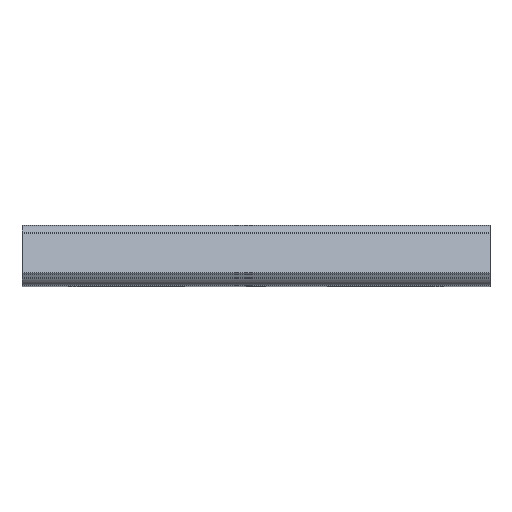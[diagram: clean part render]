
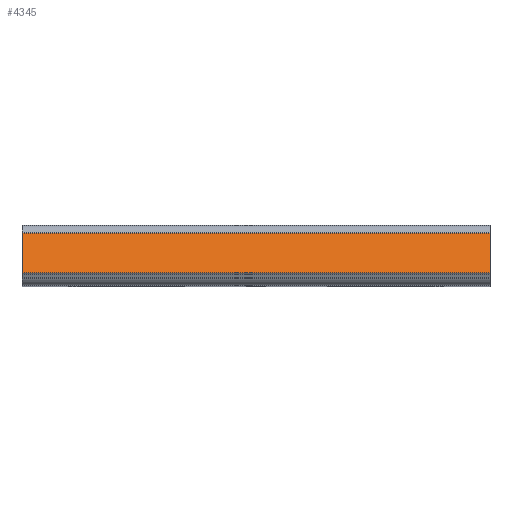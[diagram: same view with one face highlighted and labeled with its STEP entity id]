
A CAD part, top view. The second image highlights one B-rep face of the part: STEP entity #4345.
In plain terms, the highlighted planar face has unit normal (0, 0.337, 0.941).
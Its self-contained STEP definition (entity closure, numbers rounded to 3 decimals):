
#101 = LINE ( 'NONE', #1130, #1029 ) ;
#156 = DIRECTION ( 'NONE',  ( 0., -0.941, 0.337 ) ) ;
#221 = VECTOR ( 'NONE', #156, 1000. ) ;
#233 = FACE_OUTER_BOUND ( 'NONE', #862, .T. ) ;
#239 = CARTESIAN_POINT ( 'NONE',  ( 62.5, 15., 139.45 ) ) ;
#308 = PLANE ( 'NONE',  #2646 ) ;
#601 = CARTESIAN_POINT ( 'NONE',  ( 62.5, 13.012, 140.162 ) ) ;
#835 = CARTESIAN_POINT ( 'NONE',  ( -62.5, 13.012, 140.162 ) ) ;
#855 = VERTEX_POINT ( 'NONE', #1407 ) ;
#857 = DIRECTION ( 'NONE',  ( -1., 0., 0. ) ) ;
#862 = EDGE_LOOP ( 'NONE', ( #2321, #3279, #3123, #1598 ) ) ;
#1029 = VECTOR ( 'NONE', #4253, 1000. ) ;
#1130 = CARTESIAN_POINT ( 'NONE',  ( 62.5, 2.3, 144. ) ) ;
#1257 = LINE ( 'NONE', #239, #221 ) ;
#1350 = DIRECTION ( 'NONE',  ( 0., -0.337, -0.941 ) ) ;
#1407 = CARTESIAN_POINT ( 'NONE',  ( 62.5, 2.3, 144. ) ) ;
#1421 = DIRECTION ( 'NONE',  ( 0., -0.941, 0.337 ) ) ;
#1598 = ORIENTED_EDGE ( 'NONE', *, *, #1607, .T. ) ;
#1607 = EDGE_CURVE ( 'NONE', #3469, #3821, #3178, .T. ) ;
#1627 = EDGE_CURVE ( 'NONE', #3469, #855, #1257, .T. ) ;
#1642 = EDGE_CURVE ( 'NONE', #855, #2360, #101, .T. ) ;
#1723 = CARTESIAN_POINT ( 'NONE',  ( -62.5, 15., 139.45 ) ) ;
#1752 = EDGE_CURVE ( 'NONE', #3821, #2360, #4124, .T. ) ;
#2039 = CARTESIAN_POINT ( 'NONE',  ( -62.5, 2.3, 144. ) ) ;
#2171 = VECTOR ( 'NONE', #857, 1000. ) ;
#2321 = ORIENTED_EDGE ( 'NONE', *, *, #1752, .T. ) ;
#2331 = VECTOR ( 'NONE', #1421, 1000. ) ;
#2360 = VERTEX_POINT ( 'NONE', #2039 ) ;
#2646 = AXIS2_PLACEMENT_3D ( 'NONE', #3384, #1350, #3700 ) ;
#3123 = ORIENTED_EDGE ( 'NONE', *, *, #1627, .F. ) ;
#3178 = LINE ( 'NONE', #601, #2171 ) ;
#3279 = ORIENTED_EDGE ( 'NONE', *, *, #1642, .F. ) ;
#3384 = CARTESIAN_POINT ( 'NONE',  ( 62.5, 15., 139.45 ) ) ;
#3469 = VERTEX_POINT ( 'NONE', #3801 ) ;
#3700 = DIRECTION ( 'NONE',  ( 0., 0.941, -0.337 ) ) ;
#3801 = CARTESIAN_POINT ( 'NONE',  ( 62.5, 13.012, 140.162 ) ) ;
#3821 = VERTEX_POINT ( 'NONE', #835 ) ;
#4124 = LINE ( 'NONE', #1723, #2331 ) ;
#4253 = DIRECTION ( 'NONE',  ( -1., 0., 0. ) ) ;
#4345 = ADVANCED_FACE ( 'NONE', ( #233 ), #308, .F. ) ;
